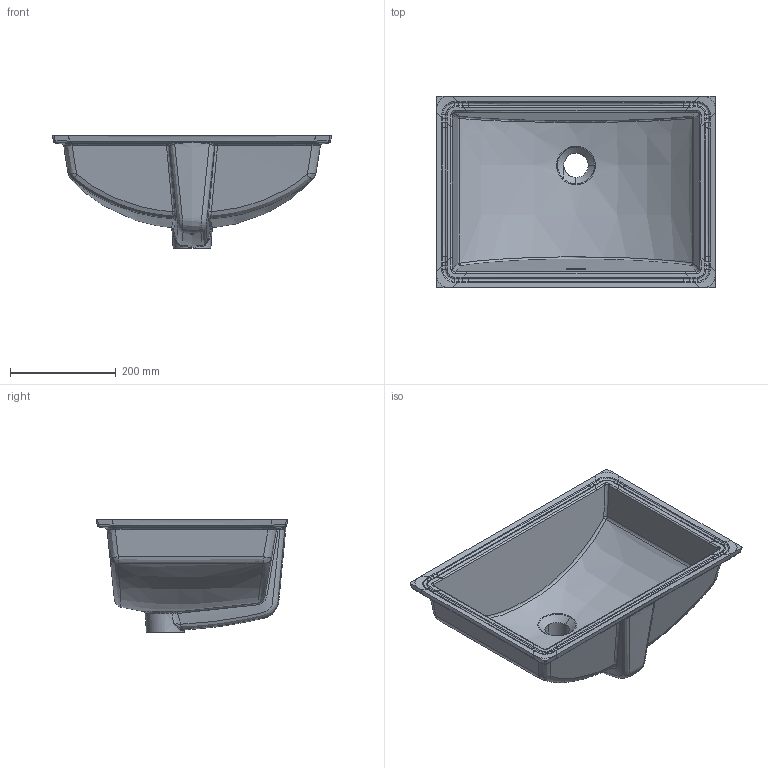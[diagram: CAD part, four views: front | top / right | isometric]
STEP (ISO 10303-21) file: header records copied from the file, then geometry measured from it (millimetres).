
FILE_DESCRIPTION(/* description */ (''),/* implementation_level */ '2;1');
FILE_NAME(/* name */ 'STEP - 562B_9508224',/* time_stamp */ '2024-04-26T08:19:12+10:00',/* author */ (''),/* organization */ (''),/* preprocessor_version */ 'ST-DEVELOPER v16.5',/* originating_system */ 'Rhino 7.23',/* authorisation */ '');
FILE_SCHEMA (('AUTOMOTIVE_DESIGN'));
Length unit declared in the file: millimetre
Products named in the file (1): Document
Bounding box: 527.69 x 362.62 x 213 mm (x, y, z)
Volume: 4328794.3 mm3; surface area: 705890.4 mm2
Topology: 1 solids, 1 shells, 319 faces, 735 edges, 420 vertices
Faces by surface type: bspline 272, cylinder 29, plane 18
Entity records: 21801 total; most frequent: CARTESIAN_POINT 17421, ORIENTED_EDGE 1470, EDGE_CURVE 735, B_SPLINE_CURVE_WITH_KNOTS 555, VERTEX_POINT 420, EDGE_LOOP 323, ADVANCED_FACE 319, FACE_OUTER_BOUND 319
